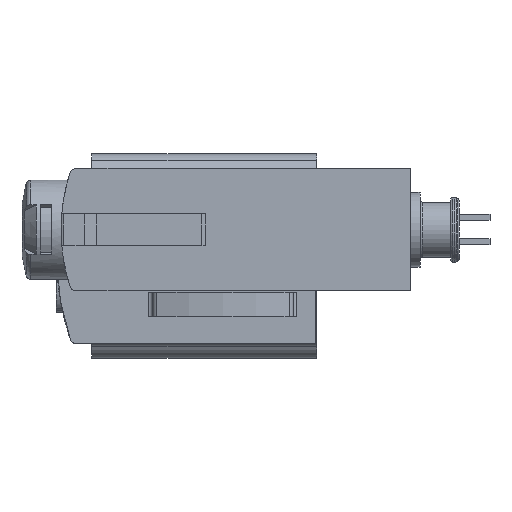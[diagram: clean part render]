
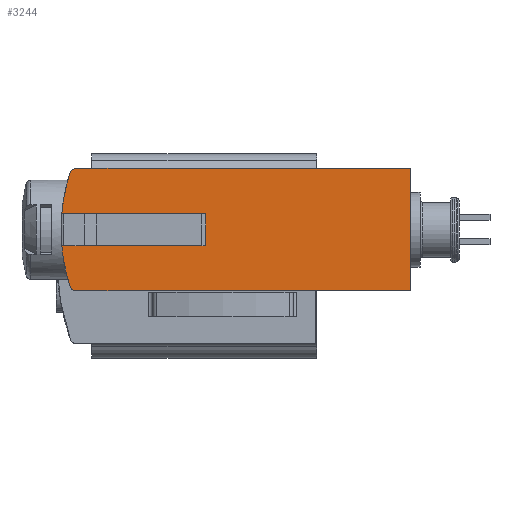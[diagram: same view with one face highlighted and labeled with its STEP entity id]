
A CAD part, left-side view. The second image highlights one B-rep face of the part: STEP entity #3244.
In plain terms, the highlighted planar face has unit normal (-1, 0, 0).
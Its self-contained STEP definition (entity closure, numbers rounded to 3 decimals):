
#37=PLANE('',#3525);
#236=LINE('',#5265,#512);
#245=LINE('',#5283,#521);
#246=LINE('',#5286,#522);
#247=LINE('',#5289,#523);
#248=LINE('',#5291,#524);
#249=LINE('',#5293,#525);
#512=VECTOR('',#4057,1000.);
#521=VECTOR('',#4068,1000.);
#522=VECTOR('',#4069,1000.);
#523=VECTOR('',#4072,1000.);
#524=VECTOR('',#4073,1000.);
#525=VECTOR('',#4076,1000.);
#746=CIRCLE('',#3476,15.);
#749=CIRCLE('',#3479,15.);
#780=CIRCLE('',#3526,0.5);
#781=CIRCLE('',#3527,0.5);
#1066=ORIENTED_EDGE('',*,*,#1994,.T.);
#1067=ORIENTED_EDGE('',*,*,#1995,.T.);
#1068=ORIENTED_EDGE('',*,*,#1893,.F.);
#1069=ORIENTED_EDGE('',*,*,#1996,.F.);
#1070=ORIENTED_EDGE('',*,*,#1997,.T.);
#1071=ORIENTED_EDGE('',*,*,#1998,.T.);
#1072=ORIENTED_EDGE('',*,*,#1985,.F.);
#1073=ORIENTED_EDGE('',*,*,#1999,.F.);
#1074=ORIENTED_EDGE('',*,*,#1896,.F.);
#1075=ORIENTED_EDGE('',*,*,#2000,.F.);
#1893=EDGE_CURVE('',#2362,#2363,#746,.T.);
#1896=EDGE_CURVE('',#2365,#2366,#749,.T.);
#1985=EDGE_CURVE('',#2443,#2444,#236,.T.);
#1994=EDGE_CURVE('',#2452,#2453,#245,.T.);
#1995=EDGE_CURVE('',#2453,#2363,#246,.T.);
#1996=EDGE_CURVE('',#2454,#2362,#780,.T.);
#1997=EDGE_CURVE('',#2454,#2455,#247,.T.);
#1998=EDGE_CURVE('',#2455,#2444,#248,.T.);
#1999=EDGE_CURVE('',#2366,#2443,#781,.T.);
#2000=EDGE_CURVE('',#2452,#2365,#249,.T.);
#2362=VERTEX_POINT('',#5072);
#2363=VERTEX_POINT('',#5073);
#2365=VERTEX_POINT('',#5077);
#2366=VERTEX_POINT('',#5079);
#2443=VERTEX_POINT('',#5264);
#2444=VERTEX_POINT('',#5266);
#2452=VERTEX_POINT('',#5284);
#2453=VERTEX_POINT('',#5285);
#2454=VERTEX_POINT('',#5288);
#2455=VERTEX_POINT('',#5290);
#2679=EDGE_LOOP('',(#1066,#1067,#1068,#1069,#1070,#1071,#1072,#1073,#1074,
#1075));
#2938=FACE_BOUND('',#2679,.T.);
#3244=ADVANCED_FACE('',(#2938),#37,.F.);
#3476=AXIS2_PLACEMENT_3D('',#5071,#3904,#3905);
#3479=AXIS2_PLACEMENT_3D('',#5078,#3910,#3911);
#3525=AXIS2_PLACEMENT_3D('',#5282,#4066,#4067);
#3526=AXIS2_PLACEMENT_3D('',#5287,#4070,#4071);
#3527=AXIS2_PLACEMENT_3D('',#5292,#4074,#4075);
#3904=DIRECTION('',(1.,0.,0.));
#3905=DIRECTION('',(0.,0.,-1.));
#3910=DIRECTION('',(1.,0.,0.));
#3911=DIRECTION('',(0.,0.,-1.));
#4057=DIRECTION('',(0.,-1.,0.));
#4066=DIRECTION('',(1.,0.,0.));
#4067=DIRECTION('',(0.,0.,-1.));
#4068=DIRECTION('',(0.,0.,-1.));
#4069=DIRECTION('',(0.,1.,0.));
#4070=DIRECTION('',(1.,0.,0.));
#4071=DIRECTION('',(0.,0.,-1.));
#4072=DIRECTION('',(0.,-1.,0.));
#4073=DIRECTION('',(0.,0.,1.));
#4074=DIRECTION('',(1.,0.,0.));
#4075=DIRECTION('',(0.,0.,-1.));
#4076=DIRECTION('',(0.,1.,0.));
#5071=CARTESIAN_POINT('',(-102.4,5.85,0.));
#5072=CARTESIAN_POINT('',(-102.4,20.109,-4.655));
#5073=CARTESIAN_POINT('',(-102.4,20.794,-1.3));
#5077=CARTESIAN_POINT('',(-102.4,20.794,1.3));
#5078=CARTESIAN_POINT('',(-102.4,5.85,0.));
#5079=CARTESIAN_POINT('',(-102.4,20.109,4.655));
#5264=CARTESIAN_POINT('',(-102.4,19.634,5.));
#5265=CARTESIAN_POINT('',(-102.4,23.,5.));
#5266=CARTESIAN_POINT('',(-102.4,-7.65,5.));
#5282=CARTESIAN_POINT('',(-102.4,23.,-5.));
#5283=CARTESIAN_POINT('',(-102.4,9.05,1.3));
#5284=CARTESIAN_POINT('',(-102.4,9.05,1.3));
#5285=CARTESIAN_POINT('',(-102.4,9.05,-1.3));
#5286=CARTESIAN_POINT('',(-102.4,9.05,-1.3));
#5287=CARTESIAN_POINT('',(-102.4,19.634,-4.5));
#5288=CARTESIAN_POINT('',(-102.4,19.634,-5.));
#5289=CARTESIAN_POINT('',(-102.4,23.,-5.));
#5290=CARTESIAN_POINT('',(-102.4,-7.65,-5.));
#5291=CARTESIAN_POINT('',(-102.4,-7.65,-47.17));
#5292=CARTESIAN_POINT('',(-102.4,19.634,4.5));
#5293=CARTESIAN_POINT('',(-102.4,9.05,1.3));
